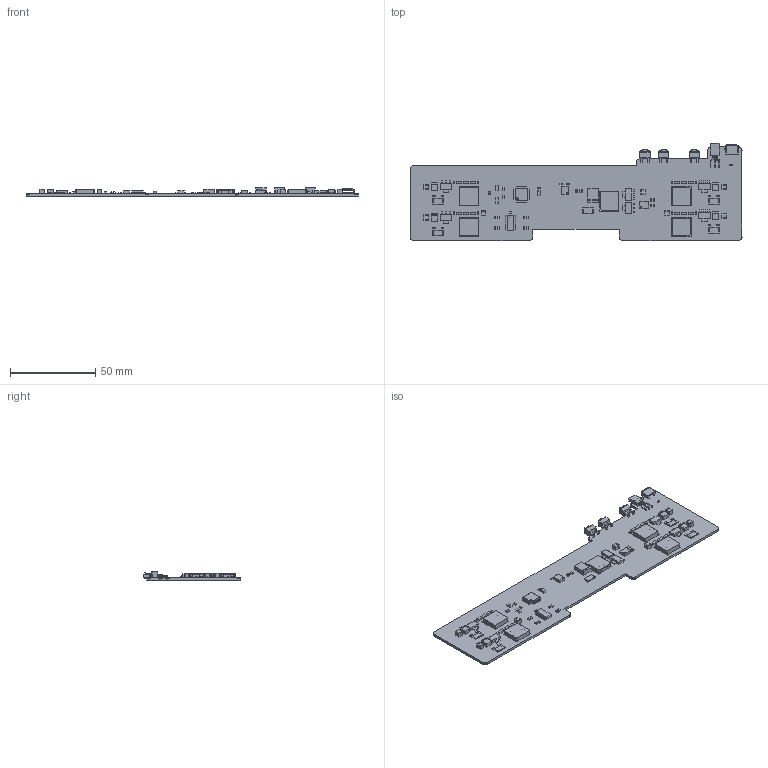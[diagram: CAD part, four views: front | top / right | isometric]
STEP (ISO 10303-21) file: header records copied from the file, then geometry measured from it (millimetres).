
FILE_DESCRIPTION(('Open CASCADE Model'),'2;1');
FILE_NAME('Open CASCADE Shape Model','2016-11-17T22:19:46',('Author'),( 'Open CASCADE'),'Open CASCADE STEP processor 6.2','Open CASCADE 6.2' ,'Unknown');
FILE_SCHEMA(('AUTOMOTIVE_DESIGN { 1 0 10303 214 1 1 1 1 }'));
Length unit declared in the file: millimetre
Products named in the file (221): PCB; Board; R34; 651278144; Extruded; 651278272; C11; 651280832; 651283008; R30; 651278016; R6; R5; 651277632; 651278656; R4; R47; R46; VD14; 651287488; 651287616; C9; 651286208; 651285952; VD20; 651276352; VD19; VT7; 687947720; Cylinder; 651287232; R33; R32; R31; R29; R28; R27; R26; R25; R24 ...
Assembly tree (502 placements, depth 4):
  PCB
    Board
    R34
      651278144  x2
        Extruded
      651278272
        Extruded
    C11
      651280832  x2
        Extruded
      651283008
        Extruded
    R30
      651280832  x2
        Extruded
      651278016
        Extruded
    R6
      651278144  x2
        Extruded
      651278272
        Extruded
    R5
      651277632  x2
        Extruded
      651278656
        Extruded
    R4
      651277632  x2
        Extruded
      651278656
        Extruded
    R47
      651277632  x2
        Extruded
      651278656
        Extruded
    R46
      651277632  x2
        Extruded
      651278656
        Extruded
    VD14
      651287488
        Extruded
      651287616
        Extruded
    C9
      651286208  x2
        Extruded
      651285952
        Extruded
    VD20
      651276352
        Extruded
    VD19
      651276352
        Extruded
    VT7
      687947720
Bounding box: 195.02 x 57.01 x 5.03 mm (x, y, z)
Volume: 16147 mm3; surface area: 24194.6 mm2
Topology: 347 solids, 347 shells, 2224 faces, 4590 edges, 3060 vertices
Faces by surface type: plane 2220, cylinder 4
Full cylindrical faces by diameter (mm): 0.6 x1, 1 x3
Entity records: 36181 total; most frequent: DIRECTION 5548, CARTESIAN_POINT 5369, LINE 3486, VECTOR 3486, ORIENTED_EDGE 2340, PCURVE 2340, DEFINITIONAL_REPRESENTATION 2340, EDGE_CURVE 1170
